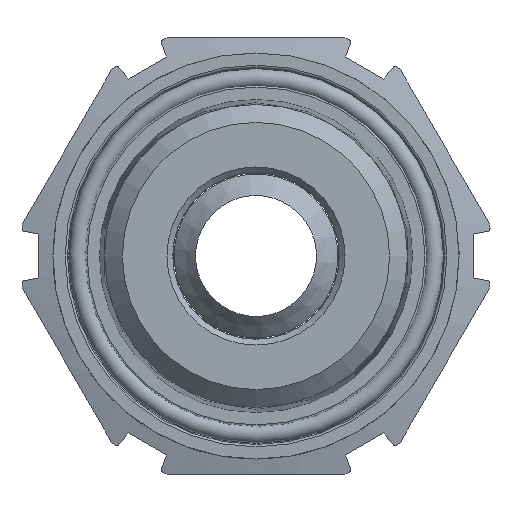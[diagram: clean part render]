
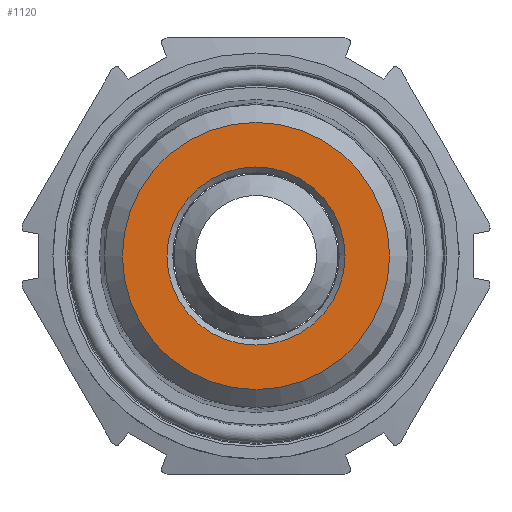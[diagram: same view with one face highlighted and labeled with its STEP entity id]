
A CAD part, left-side view. The second image highlights one B-rep face of the part: STEP entity #1120.
In plain terms, the highlighted planar face has unit normal (-1, 0, 0).
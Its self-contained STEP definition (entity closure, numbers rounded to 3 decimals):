
#66 = AXIS2_PLACEMENT_3D ( 'NONE', #1123, #2227, #415 ) ;
#183 = DIRECTION ( 'NONE',  ( 0., 0., -1. ) ) ;
#297 = DIRECTION ( 'NONE',  ( 1., 0., 0. ) ) ;
#415 = DIRECTION ( 'NONE',  ( 0., 0., -1. ) ) ;
#419 = DIRECTION ( 'NONE',  ( 0., 0., -1. ) ) ;
#801 = EDGE_LOOP ( 'NONE', ( #1520 ) ) ;
#906 = PLANE ( 'NONE',  #66 ) ;
#1011 = EDGE_CURVE ( 'NONE', #2705, #2705, #2243, .T. ) ;
#1115 = EDGE_CURVE ( 'NONE', #2067, #2067, #2642, .T. ) ;
#1120 = ADVANCED_FACE ( 'NONE', ( #2164, #1514 ), #906, .F. ) ;
#1123 = CARTESIAN_POINT ( 'NONE',  ( 0., 0., 0. ) ) ;
#1360 = DIRECTION ( 'NONE',  ( -1., 0., 0. ) ) ;
#1414 = CARTESIAN_POINT ( 'NONE',  ( 0., 0., -11.477 ) ) ;
#1514 = FACE_OUTER_BOUND ( 'NONE', #2526, .T. ) ;
#1520 = ORIENTED_EDGE ( 'NONE', *, *, #1115, .T. ) ;
#1884 = AXIS2_PLACEMENT_3D ( 'NONE', #2568, #1360, #183 ) ;
#1912 = ORIENTED_EDGE ( 'NONE', *, *, #1011, .T. ) ;
#2067 = VERTEX_POINT ( 'NONE', #3088 ) ;
#2164 = FACE_BOUND ( 'NONE', #801, .T. ) ;
#2227 = DIRECTION ( 'NONE',  ( 1., 0., 0. ) ) ;
#2243 = CIRCLE ( 'NONE', #1884, 11.477 ) ;
#2526 = EDGE_LOOP ( 'NONE', ( #1912 ) ) ;
#2568 = CARTESIAN_POINT ( 'NONE',  ( 0., 0., 0. ) ) ;
#2642 = CIRCLE ( 'NONE', #2696, 7.65 ) ;
#2696 = AXIS2_PLACEMENT_3D ( 'NONE', #2805, #297, #419 ) ;
#2705 = VERTEX_POINT ( 'NONE', #1414 ) ;
#2805 = CARTESIAN_POINT ( 'NONE',  ( 0., 0., 0. ) ) ;
#3088 = CARTESIAN_POINT ( 'NONE',  ( 0., 0., -7.65 ) ) ;
